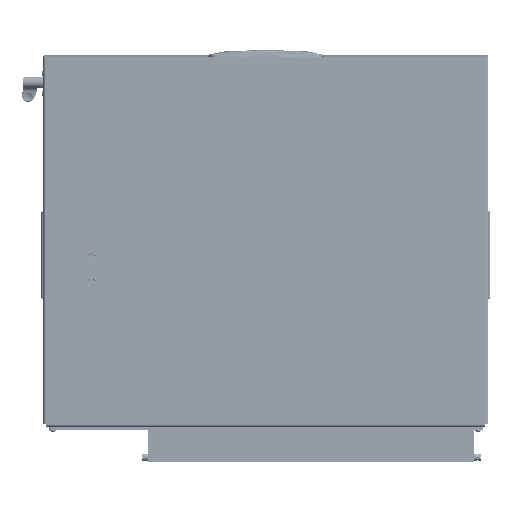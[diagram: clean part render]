
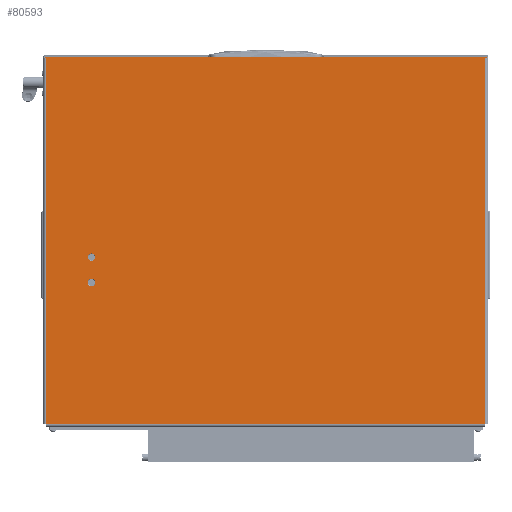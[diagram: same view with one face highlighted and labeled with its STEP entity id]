
A CAD part, front view. The second image highlights one B-rep face of the part: STEP entity #80593.
In plain terms, the highlighted face is planar.
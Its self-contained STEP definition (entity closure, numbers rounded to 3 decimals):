
#26 = VECTOR ( 'NONE', #130678, 1000. ) ;
#1912 = VERTEX_POINT ( 'NONE', #58906 ) ;
#4442 = CIRCLE ( 'NONE', #18243, 5.2 ) ;
#4860 = AXIS2_PLACEMENT_3D ( 'NONE', #55855, #94818, #161512 ) ;
#9540 = VERTEX_POINT ( 'NONE', #48762 ) ;
#9777 = ORIENTED_EDGE ( 'NONE', *, *, #68409, .T. ) ;
#10033 = EDGE_CURVE ( 'NONE', #104292, #113556, #136631, .T. ) ;
#12053 = CARTESIAN_POINT ( 'NONE',  ( 0., 608., 0. ) ) ;
#13330 = CARTESIAN_POINT ( 'NONE',  ( 0., 0., 0. ) ) ;
#13766 = CARTESIAN_POINT ( 'NONE',  ( 0., 610., 0. ) ) ;
#15202 = ORIENTED_EDGE ( 'NONE', *, *, #139458, .F. ) ;
#15560 = DIRECTION ( 'NONE',  ( 0., 0., -1. ) ) ;
#16583 = CARTESIAN_POINT ( 'NONE',  ( -2., -2., 0. ) ) ;
#18243 = AXIS2_PLACEMENT_3D ( 'NONE', #149039, #136019, #57222 ) ;
#18396 = AXIS2_PLACEMENT_3D ( 'NONE', #111627, #15560, #68368 ) ;
#18812 = CARTESIAN_POINT ( 'NONE',  ( -2., -4., 0. ) ) ;
#22237 = LINE ( 'NONE', #127886, #103154 ) ;
#22296 = VERTEX_POINT ( 'NONE', #62016 ) ;
#23440 = LINE ( 'NONE', #76284, #132648 ) ;
#23756 = DIRECTION ( 'NONE',  ( 1., 0., 0. ) ) ;
#24017 = FACE_OUTER_BOUND ( 'NONE', #98720, .T. ) ;
#26367 = ORIENTED_EDGE ( 'NONE', *, *, #153972, .T. ) ;
#28213 = ORIENTED_EDGE ( 'NONE', *, *, #10033, .T. ) ;
#31106 = VECTOR ( 'NONE', #171023, 1000. ) ;
#33551 = DIRECTION ( 'NONE',  ( 0., 0., -1. ) ) ;
#36081 = DIRECTION ( 'NONE',  ( 0., -1., 0. ) ) ;
#38428 = LINE ( 'NONE', #13330, #81148 ) ;
#38969 = DIRECTION ( 'NONE',  ( -1., 0., 0. ) ) ;
#42782 = DIRECTION ( 'NONE',  ( -1., 0., 0. ) ) ;
#43072 = ORIENTED_EDGE ( 'NONE', *, *, #140318, .F. ) ;
#44142 = EDGE_CURVE ( 'NONE', #115754, #59785, #38428, .T. ) ;
#46371 = DIRECTION ( 'NONE',  ( 0., 1., 0. ) ) ;
#48762 = CARTESIAN_POINT ( 'NONE',  ( 304.8, 545., 0. ) ) ;
#49703 = DIRECTION ( 'NONE',  ( 0., 0., -1. ) ) ;
#52737 = LINE ( 'NONE', #12053, #96736 ) ;
#54253 = EDGE_CURVE ( 'NONE', #9540, #1912, #4442, .T. ) ;
#55855 = CARTESIAN_POINT ( 'NONE',  ( 275., 545., 0. ) ) ;
#56104 = CARTESIAN_POINT ( 'NONE',  ( 0., 0., 0. ) ) ;
#57222 = DIRECTION ( 'NONE',  ( -1., 0., 0. ) ) ;
#57524 = CARTESIAN_POINT ( 'NONE',  ( 506., 0., 0. ) ) ;
#57967 = VERTEX_POINT ( 'NONE', #95390 ) ;
#58596 = ORIENTED_EDGE ( 'NONE', *, *, #122028, .F. ) ;
#58906 = CARTESIAN_POINT ( 'NONE',  ( 315.2, 545., 0. ) ) ;
#59379 = CARTESIAN_POINT ( 'NONE',  ( 0., -4., 0. ) ) ;
#59785 = VERTEX_POINT ( 'NONE', #57524 ) ;
#61596 = EDGE_CURVE ( 'NONE', #131283, #22296, #79511, .T. ) ;
#62016 = CARTESIAN_POINT ( 'NONE',  ( 280.2, 545., 0. ) ) ;
#66389 = ORIENTED_EDGE ( 'NONE', *, *, #160417, .F. ) ;
#67308 = EDGE_CURVE ( 'NONE', #116773, #59785, #22237, .T. ) ;
#68270 = VERTEX_POINT ( 'NONE', #110346 ) ;
#68368 = DIRECTION ( 'NONE',  ( -1., 0., 0. ) ) ;
#68409 = EDGE_CURVE ( 'NONE', #162435, #104292, #23440, .T. ) ;
#70727 = CARTESIAN_POINT ( 'NONE',  ( 0., -2., 0. ) ) ;
#73571 = VECTOR ( 'NONE', #46371, 1000. ) ;
#74638 = CARTESIAN_POINT ( 'NONE',  ( 506., 608., 0. ) ) ;
#76284 = CARTESIAN_POINT ( 'NONE',  ( 0., -2., 0. ) ) ;
#79511 = CIRCLE ( 'NONE', #4860, 5.2 ) ;
#80593 = ADVANCED_FACE ( 'NONE', ( #115830, #101114, #24017 ), #154799, .T. ) ;
#81148 = VECTOR ( 'NONE', #23756, 1000. ) ;
#83795 = EDGE_LOOP ( 'NONE', ( #119803, #58596 ) ) ;
#87918 = LINE ( 'NONE', #59379, #73571 ) ;
#89639 = CARTESIAN_POINT ( 'NONE',  ( 0., -4., 0. ) ) ;
#94818 = DIRECTION ( 'NONE',  ( 0., 0., -1. ) ) ;
#95390 = CARTESIAN_POINT ( 'NONE',  ( 0., 608., 0. ) ) ;
#95752 = EDGE_LOOP ( 'NONE', ( #167747, #43072 ) ) ;
#95982 = VECTOR ( 'NONE', #97627, 1000. ) ;
#96736 = VECTOR ( 'NONE', #42782, 1000. ) ;
#97627 = DIRECTION ( 'NONE',  ( 0., 1., 0. ) ) ;
#98720 = EDGE_LOOP ( 'NONE', ( #117250, #9777, #28213, #26367, #15202, #66389, #147157, #106381 ) ) ;
#99489 = CIRCLE ( 'NONE', #149330, 5.2 ) ;
#101114 = FACE_BOUND ( 'NONE', #95752, .T. ) ;
#102231 = AXIS2_PLACEMENT_3D ( 'NONE', #153947, #33551, #127948 ) ;
#103154 = VECTOR ( 'NONE', #36081, 1000. ) ;
#104292 = VERTEX_POINT ( 'NONE', #16583 ) ;
#106381 = ORIENTED_EDGE ( 'NONE', *, *, #44142, .F. ) ;
#110346 = CARTESIAN_POINT ( 'NONE',  ( 0., 610., 0. ) ) ;
#111627 = CARTESIAN_POINT ( 'NONE',  ( 310., 545., 0. ) ) ;
#113556 = VERTEX_POINT ( 'NONE', #125473 ) ;
#114701 = CARTESIAN_POINT ( 'NONE',  ( 275., 545., 0. ) ) ;
#115754 = VERTEX_POINT ( 'NONE', #56104 ) ;
#115830 = FACE_BOUND ( 'NONE', #83795, .T. ) ;
#116773 = VERTEX_POINT ( 'NONE', #74638 ) ;
#117250 = ORIENTED_EDGE ( 'NONE', *, *, #125277, .F. ) ;
#118221 = LINE ( 'NONE', #89639, #31106 ) ;
#118587 = LINE ( 'NONE', #13766, #26 ) ;
#119803 = ORIENTED_EDGE ( 'NONE', *, *, #61596, .F. ) ;
#121227 = CARTESIAN_POINT ( 'NONE',  ( 269.8, 545., 0. ) ) ;
#122028 = EDGE_CURVE ( 'NONE', #22296, #131283, #99489, .T. ) ;
#125277 = EDGE_CURVE ( 'NONE', #162435, #115754, #118221, .T. ) ;
#125473 = CARTESIAN_POINT ( 'NONE',  ( -2., 610., 0. ) ) ;
#126329 = CIRCLE ( 'NONE', #18396, 5.2 ) ;
#127886 = CARTESIAN_POINT ( 'NONE',  ( 506., 608., 0. ) ) ;
#127948 = DIRECTION ( 'NONE',  ( -1., 0., 0. ) ) ;
#128526 = DIRECTION ( 'NONE',  ( -1., 0., 0. ) ) ;
#130678 = DIRECTION ( 'NONE',  ( 1., 0., 0. ) ) ;
#131283 = VERTEX_POINT ( 'NONE', #121227 ) ;
#132648 = VECTOR ( 'NONE', #38969, 1000. ) ;
#136019 = DIRECTION ( 'NONE',  ( 0., 0., -1. ) ) ;
#136631 = LINE ( 'NONE', #18812, #95982 ) ;
#139458 = EDGE_CURVE ( 'NONE', #57967, #68270, #87918, .T. ) ;
#140318 = EDGE_CURVE ( 'NONE', #1912, #9540, #126329, .T. ) ;
#147157 = ORIENTED_EDGE ( 'NONE', *, *, #67308, .T. ) ;
#149039 = CARTESIAN_POINT ( 'NONE',  ( 310., 545., 0. ) ) ;
#149330 = AXIS2_PLACEMENT_3D ( 'NONE', #114701, #49703, #128526 ) ;
#153947 = CARTESIAN_POINT ( 'NONE',  ( 0., 608., 0. ) ) ;
#153972 = EDGE_CURVE ( 'NONE', #113556, #68270, #118587, .T. ) ;
#154799 = PLANE ( 'NONE',  #102231 ) ;
#160417 = EDGE_CURVE ( 'NONE', #116773, #57967, #52737, .T. ) ;
#161512 = DIRECTION ( 'NONE',  ( -1., 0., 0. ) ) ;
#162435 = VERTEX_POINT ( 'NONE', #70727 ) ;
#167747 = ORIENTED_EDGE ( 'NONE', *, *, #54253, .F. ) ;
#171023 = DIRECTION ( 'NONE',  ( 0., 1., 0. ) ) ;
